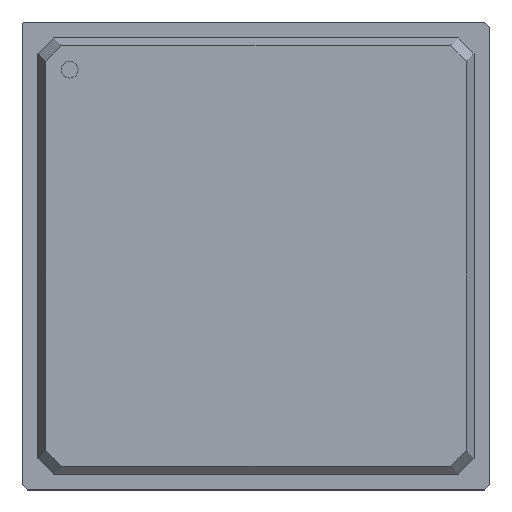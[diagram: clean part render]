
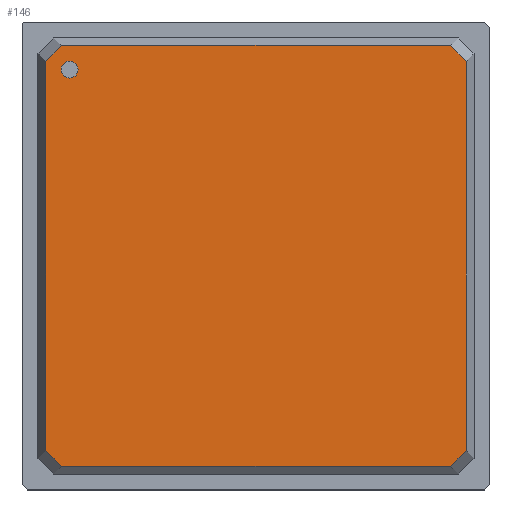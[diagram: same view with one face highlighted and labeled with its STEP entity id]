
A CAD part, top view. The second image highlights one B-rep face of the part: STEP entity #146.
In plain terms, the highlighted planar face has unit normal (0, 0, 1).
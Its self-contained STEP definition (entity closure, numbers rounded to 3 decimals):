
#32 = VERTEX_POINT('',#33);
#33 = CARTESIAN_POINT('',(-9.144,9.894,2.3));
#38 = EDGE_CURVE('',#39,#32,#41,.T.);
#39 = VERTEX_POINT('',#40);
#40 = CARTESIAN_POINT('',(-9.894,9.144,2.3));
#41 = LINE('',#42,#43);
#42 = CARTESIAN_POINT('',(-9.894,9.144,2.3));
#43 = VECTOR('',#44,1.);
#44 = DIRECTION('',(0.707,0.707,0.));
#99 = EDGE_CURVE('',#100,#39,#102,.T.);
#100 = VERTEX_POINT('',#101);
#101 = CARTESIAN_POINT('',(-9.894,-9.144,2.3));
#102 = LINE('',#103,#104);
#103 = CARTESIAN_POINT('',(-9.894,-9.144,2.3));
#104 = VECTOR('',#105,1.);
#105 = DIRECTION('',(0.,1.,0.));
#129 = VERTEX_POINT('',#130);
#130 = CARTESIAN_POINT('',(9.144,9.894,2.3));
#135 = EDGE_CURVE('',#32,#129,#136,.T.);
#136 = LINE('',#137,#138);
#137 = CARTESIAN_POINT('',(-9.144,9.894,2.3));
#138 = VECTOR('',#139,1.);
#139 = DIRECTION('',(1.,0.,0.));
#146 = ADVANCED_FACE('',(#147,#190),#201,.T.);
#147 = FACE_BOUND('',#148,.T.);
#148 = EDGE_LOOP('',(#149,#150,#151,#159,#167,#175,#183,#189));
#149 = ORIENTED_EDGE('',*,*,#38,.F.);
#150 = ORIENTED_EDGE('',*,*,#99,.F.);
#151 = ORIENTED_EDGE('',*,*,#152,.F.);
#152 = EDGE_CURVE('',#153,#100,#155,.T.);
#153 = VERTEX_POINT('',#154);
#154 = CARTESIAN_POINT('',(-9.144,-9.894,2.3));
#155 = LINE('',#156,#157);
#156 = CARTESIAN_POINT('',(-9.144,-9.894,2.3));
#157 = VECTOR('',#158,1.);
#158 = DIRECTION('',(-0.707,0.707,0.));
#159 = ORIENTED_EDGE('',*,*,#160,.F.);
#160 = EDGE_CURVE('',#161,#153,#163,.T.);
#161 = VERTEX_POINT('',#162);
#162 = CARTESIAN_POINT('',(9.144,-9.894,2.3));
#163 = LINE('',#164,#165);
#164 = CARTESIAN_POINT('',(9.144,-9.894,2.3));
#165 = VECTOR('',#166,1.);
#166 = DIRECTION('',(-1.,0.,0.));
#167 = ORIENTED_EDGE('',*,*,#168,.F.);
#168 = EDGE_CURVE('',#169,#161,#171,.T.);
#169 = VERTEX_POINT('',#170);
#170 = CARTESIAN_POINT('',(9.894,-9.144,2.3));
#171 = LINE('',#172,#173);
#172 = CARTESIAN_POINT('',(9.894,-9.144,2.3));
#173 = VECTOR('',#174,1.);
#174 = DIRECTION('',(-0.707,-0.707,0.));
#175 = ORIENTED_EDGE('',*,*,#176,.F.);
#176 = EDGE_CURVE('',#177,#169,#179,.T.);
#177 = VERTEX_POINT('',#178);
#178 = CARTESIAN_POINT('',(9.894,9.144,2.3));
#179 = LINE('',#180,#181);
#180 = CARTESIAN_POINT('',(9.894,9.144,2.3));
#181 = VECTOR('',#182,1.);
#182 = DIRECTION('',(0.,-1.,0.));
#183 = ORIENTED_EDGE('',*,*,#184,.F.);
#184 = EDGE_CURVE('',#129,#177,#185,.T.);
#185 = LINE('',#186,#187);
#186 = CARTESIAN_POINT('',(9.144,9.894,2.3));
#187 = VECTOR('',#188,1.);
#188 = DIRECTION('',(0.707,-0.707,0.));
#189 = ORIENTED_EDGE('',*,*,#135,.F.);
#190 = FACE_BOUND('',#191,.T.);
#191 = EDGE_LOOP('',(#192));
#192 = ORIENTED_EDGE('',*,*,#193,.T.);
#193 = EDGE_CURVE('',#194,#194,#196,.T.);
#194 = VERTEX_POINT('',#195);
#195 = CARTESIAN_POINT('',(-8.764,8.364,2.3));
#196 = CIRCLE('',#197,0.4);
#197 = AXIS2_PLACEMENT_3D('',#198,#199,#200);
#198 = CARTESIAN_POINT('',(-8.764,8.764,2.3));
#199 = DIRECTION('',(0.,-0.,-1.));
#200 = DIRECTION('',(0.,-1.,0.));
#201 = PLANE('',#202);
#202 = AXIS2_PLACEMENT_3D('',#203,#204,#205);
#203 = CARTESIAN_POINT('',(-9.894,9.144,2.3));
#204 = DIRECTION('',(0.,0.,1.));
#205 = DIRECTION('',(0.734,-0.679,0.));
